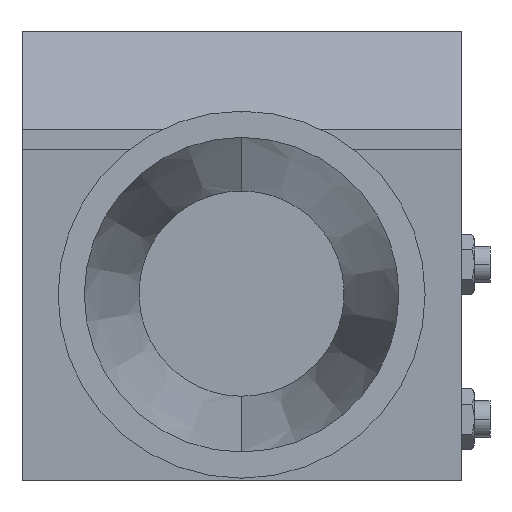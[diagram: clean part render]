
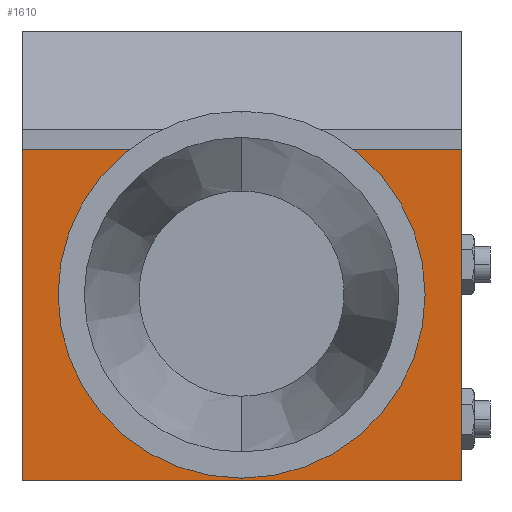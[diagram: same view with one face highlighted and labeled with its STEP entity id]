
A CAD part, left-side view. The second image highlights one B-rep face of the part: STEP entity #1610.
In plain terms, the highlighted planar face has unit normal (-0.999, 0, -0.052).
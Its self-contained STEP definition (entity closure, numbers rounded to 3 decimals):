
#183=CARTESIAN_POINT('POS17',(-27.077,-36.957,
   21.141));
#184=DIRECTION('DIR29',(-0.999,0.,
   -0.052));
#185=DIRECTION('DIR30',(0.052,0.,
   -0.999));
#186=AXIS2_PLACEMENT_3D('AXIS13',#183,#184,#185);
#187=PLANE('PLANE4',#186);
#972=CARTESIAN_POINT('POINT69',(-26.578,
   -36.957,11.61));
#973=VERTEX_POINT('VERTEX69',#972);
#980=CARTESIAN_POINT('POINT70',(-29.169,-36.957,
   61.055));
#981=VERTEX_POINT('VERTEX70',#980);
#982=CARTESIAN_POINT('POS71',(-27.873,-36.957,
   36.333));
#983=DIRECTION('DIR120',(0.999,0.,
   0.052));
#984=DIRECTION('DIR121',(-0.052,0.,
   0.999));
#985=AXIS2_PLACEMENT_3D('AXIS50',#982,#983,#984);
#986=ELLIPSE('ELLIPSE25',#985,24.757,24.721);
#987=EDGE_CURVE('EDGE102',#981,#973,#986,.T.);
#1007=EDGE_CURVE('EDGE104',#973,#981,#986,.T.);
#1162=CARTESIAN_POINT('POINT77',(-29.337,5.588,
   64.262));
#1163=VERTEX_POINT('VERTEX77',#1162);
#1164=CARTESIAN_POINT('POINT78',(-29.337,-79.502,64.262))
   ;
#1165=VERTEX_POINT('VERTEX78',#1164);
#1166=CARTESIAN_POINT('POS92',(-29.337,-36.957,64.262));
#1167=DIRECTION('DIR149',(0.,-1.,0.));
#1168=VECTOR('VEC35',#1167,1.);
#1169=LINE('STRAIGHT35',#1166,#1168);
#1170=EDGE_CURVE('EDGE117',#1163,#1165,#1169,.T.);
#1561=CARTESIAN_POINT('POINT100',(-25.969,
   5.588,0.));
#1562=VERTEX_POINT('VERTEX100',#1561);
#1569=CARTESIAN_POINT('POS139',(-27.503,
   5.588,29.26));
#1570=DIRECTION('DIR211',(-0.052,0.,
   0.999));
#1571=VECTOR('VEC67',#1570,1.);
#1572=LINE('STRAIGHT67',#1569,#1571);
#1573=EDGE_CURVE('EDGE153',#1562,#1163,#1572,.T.);
#1588=CARTESIAN_POINT('POINT101',(-25.969,-79.502,
   0.));
#1589=VERTEX_POINT('VERTEX101',#1588);
#1590=CARTESIAN_POINT('POS141',(-25.969,-36.957,
   0.));
#1591=DIRECTION('DIR214',(0.,1.,0.));
#1592=VECTOR('VEC68',#1591,1.);
#1593=LINE('STRAIGHT68',#1590,#1592);
#1594=EDGE_CURVE('EDGE154',#1589,#1562,#1593,.T.);
#1595=ORIENTED_EDGE('COEDGE279',*,*,#1594,.F.);
#1596=CARTESIAN_POINT('POS142',(-27.503,-79.502,
   29.26));
#1597=DIRECTION('DIR215',(0.052,0.,
   -0.999));
#1598=VECTOR('VEC69',#1597,1.);
#1599=LINE('STRAIGHT69',#1596,#1598);
#1600=EDGE_CURVE('EDGE155',#1165,#1589,#1599,.T.);
#1601=ORIENTED_EDGE('COEDGE280',*,*,#1600,.F.);
#1602=ORIENTED_EDGE('COEDGE281',*,*,#1170,.F.);
#1603=ORIENTED_EDGE('COEDGE282',*,*,#1573,.F.);
#1604=EDGE_LOOP('NONE',(#1595,#1601,#1602,#1603));
#1605=FACE_BOUND('LOOP1',#1604,.T.);
#1606=ORIENTED_EDGE('COEDGE283',*,*,#1007,.T.);
#1607=ORIENTED_EDGE('COEDGE284',*,*,#987,.T.);
#1608=EDGE_LOOP('NONE',(#1606,#1607));
#1609=FACE_BOUND('LOOP1',#1608,.T.);
#1610=ADVANCED_FACE('FACE70',(#1605,#1609),#187,.T.);
